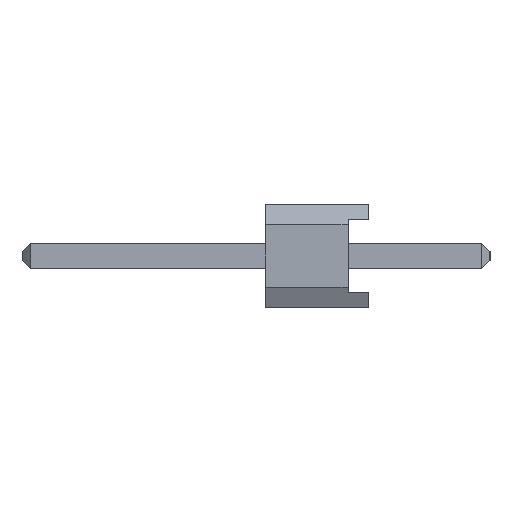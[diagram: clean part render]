
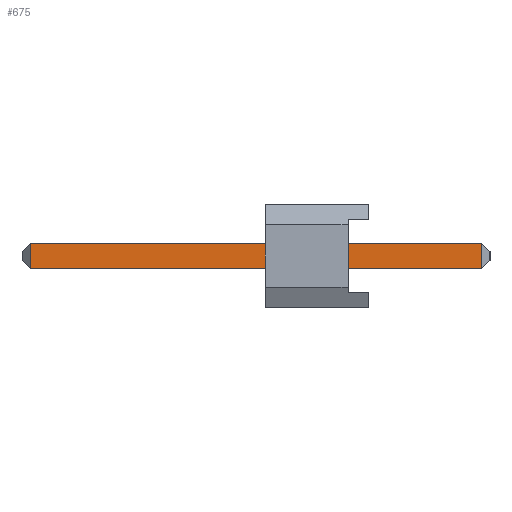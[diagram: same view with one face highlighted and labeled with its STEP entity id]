
A CAD part, left-side view. The second image highlights one B-rep face of the part: STEP entity #675.
In plain terms, the highlighted face is planar.
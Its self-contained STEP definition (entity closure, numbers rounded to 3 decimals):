
#149=FACE_OUTER_BOUND('',#183,.T.);
#183=EDGE_LOOP('',(#587,#588,#589,#590));
#240=LINE('',#1112,#316);
#257=LINE('',#1147,#333);
#258=LINE('',#1149,#334);
#259=LINE('',#1150,#335);
#316=VECTOR('',#901,1000.);
#333=VECTOR('',#930,1000.);
#334=VECTOR('',#931,1000.);
#335=VECTOR('',#932,1000.);
#376=VERTEX_POINT('',#1109);
#377=VERTEX_POINT('',#1111);
#389=VERTEX_POINT('',#1146);
#390=VERTEX_POINT('',#1148);
#440=EDGE_CURVE('',#377,#376,#240,.T.);
#457=EDGE_CURVE('',#377,#389,#257,.T.);
#458=EDGE_CURVE('',#376,#390,#258,.T.);
#459=EDGE_CURVE('',#390,#389,#259,.T.);
#587=ORIENTED_EDGE('',*,*,#457,.F.);
#588=ORIENTED_EDGE('',*,*,#440,.T.);
#589=ORIENTED_EDGE('',*,*,#458,.T.);
#590=ORIENTED_EDGE('',*,*,#459,.T.);
#643=PLANE('',#774);
#675=ADVANCED_FACE('',(#149),#643,.F.);
#774=AXIS2_PLACEMENT_3D('',#1145,#928,#929);
#901=DIRECTION('',(0.,1.,0.));
#928=DIRECTION('center_axis',(-1.,0.,0.));
#929=DIRECTION('ref_axis',(0.,0.,1.));
#930=DIRECTION('',(0.,0.,1.));
#931=DIRECTION('',(0.,0.,1.));
#932=DIRECTION('',(0.,-1.,0.));
#1109=CARTESIAN_POINT('',(0.32,0.32,-5.57));
#1111=CARTESIAN_POINT('',(0.32,-0.32,-5.57));
#1112=CARTESIAN_POINT('',(0.32,-0.32,-5.57));
#1145=CARTESIAN_POINT('Origin',(0.32,-0.32,-5.77));
#1146=CARTESIAN_POINT('',(0.32,-0.32,5.57));
#1147=CARTESIAN_POINT('',(0.32,-0.32,-5.77));
#1148=CARTESIAN_POINT('',(0.32,0.32,5.57));
#1149=CARTESIAN_POINT('',(0.32,0.32,-5.77));
#1150=CARTESIAN_POINT('',(0.32,-0.32,5.57));
